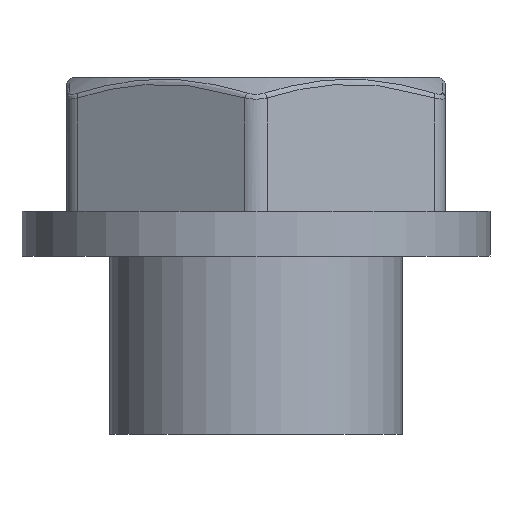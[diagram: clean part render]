
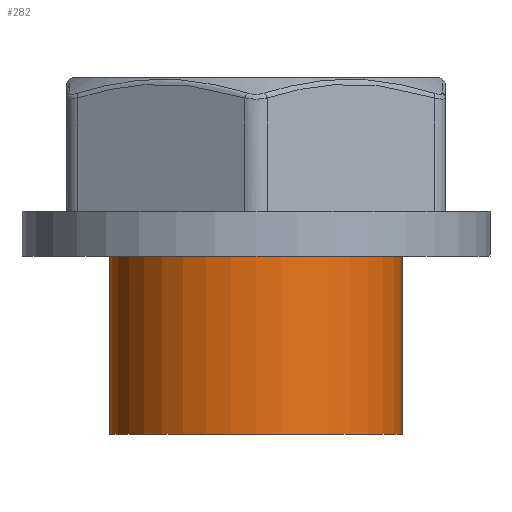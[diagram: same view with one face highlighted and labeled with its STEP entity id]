
A CAD part, front view. The second image highlights one B-rep face of the part: STEP entity #282.
In plain terms, the highlighted cylindrical face has radius 6.579 mm (diameter 13.157 mm), a full revolution.
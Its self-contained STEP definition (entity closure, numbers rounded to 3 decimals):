
#282 = ADVANCED_FACE( '', ( #697, #698 ), #699, .T. );
#697 = FACE_OUTER_BOUND( '', #1416, .T. );
#698 = FACE_OUTER_BOUND( '', #1417, .T. );
#699 = CYLINDRICAL_SURFACE( '', #1418, 6.579 );
#1416 = EDGE_LOOP( '', ( #3041 ) );
#1417 = EDGE_LOOP( '', ( #3042 ) );
#1418 = AXIS2_PLACEMENT_3D( '', #3043, #3044, #3045 );
#3041 = ORIENTED_EDGE( '', *, *, #4530, .F. );
#3042 = ORIENTED_EDGE( '', *, *, #4434, .T. );
#3043 = CARTESIAN_POINT( '', ( 0., 0., 10. ) );
#3044 = DIRECTION( '', ( 0., 0., 1. ) );
#3045 = DIRECTION( '', ( -1., 0., 0. ) );
#4434 = EDGE_CURVE( '', #5094, #5094, #5095, .F. );
#4530 = EDGE_CURVE( '', #5255, #5255, #5256, .T. );
#5094 = VERTEX_POINT( '', #6102 );
#5095 = CIRCLE( '', #6103, 6.579 );
#5255 = VERTEX_POINT( '', #6473 );
#5256 = CIRCLE( '', #6474, 6.579 );
#6102 = CARTESIAN_POINT( '', ( 6.579, 0., 8. ) );
#6103 = AXIS2_PLACEMENT_3D( '', #7963, #7964, #7965 );
#6473 = CARTESIAN_POINT( '', ( 6.579, 0., 0. ) );
#6474 = AXIS2_PLACEMENT_3D( '', #8041, #8042, #8043 );
#7963 = CARTESIAN_POINT( '', ( 0., 0., 8. ) );
#7964 = DIRECTION( '', ( 0., 0., 1. ) );
#7965 = DIRECTION( '', ( 1., 0., 0. ) );
#8041 = CARTESIAN_POINT( '', ( 0., 0., 0. ) );
#8042 = DIRECTION( '', ( 0., 0., -1. ) );
#8043 = DIRECTION( '', ( 1., 0., 0. ) );
